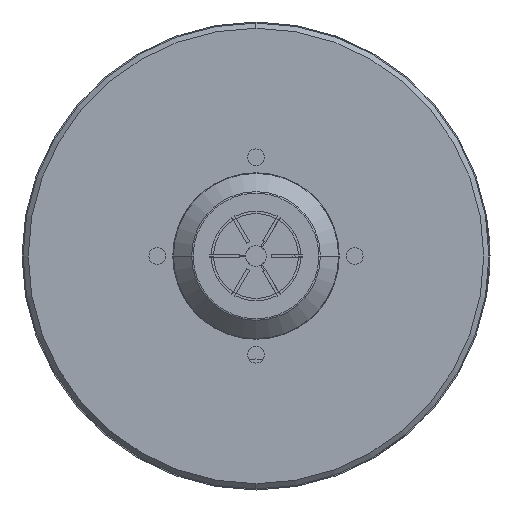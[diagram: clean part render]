
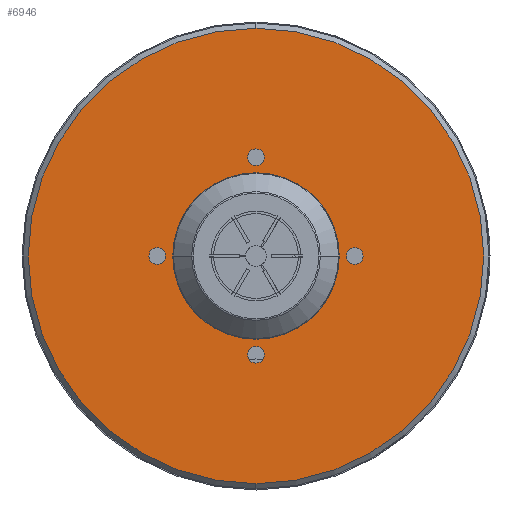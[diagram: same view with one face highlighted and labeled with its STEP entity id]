
A CAD part, left-side view. The second image highlights one B-rep face of the part: STEP entity #6946.
In plain terms, the highlighted planar face has unit normal (-1, 0, 0).
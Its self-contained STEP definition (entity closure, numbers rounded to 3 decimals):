
#20 = ORIENTED_EDGE ( 'NONE', *, *, #3490, .F. ) ;
#252 = ORIENTED_EDGE ( 'NONE', *, *, #7330, .T. ) ;
#253 = ORIENTED_EDGE ( 'NONE', *, *, #7076, .F. ) ;
#254 = ORIENTED_EDGE ( 'NONE', *, *, #4162, .T. ) ;
#317 = CIRCLE ( 'NONE', #6301, 21.9 ) ;
#333 = ORIENTED_EDGE ( 'NONE', *, *, #3435, .F. ) ;
#456 = ORIENTED_EDGE ( 'NONE', *, *, #3682, .F. ) ;
#546 = ORIENTED_EDGE ( 'NONE', *, *, #4677, .F. ) ;
#686 = ORIENTED_EDGE ( 'NONE', *, *, #3572, .F. ) ;
#692 = ORIENTED_EDGE ( 'NONE', *, *, #3532, .F. ) ;
#693 = ORIENTED_EDGE ( 'NONE', *, *, #3286, .T. ) ;
#695 = ORIENTED_EDGE ( 'NONE', *, *, #4161, .F. ) ;
#700 = ORIENTED_EDGE ( 'NONE', *, *, #3615, .T. ) ;
#1181 = EDGE_LOOP ( 'NONE', ( #252, #254 ) ) ;
#1239 = EDGE_LOOP ( 'NONE', ( #456, #253 ) ) ;
#1255 = EDGE_LOOP ( 'NONE', ( #686, #695 ) ) ;
#1316 = EDGE_LOOP ( 'NONE', ( #700, #693 ) ) ;
#1403 = EDGE_LOOP ( 'NONE', ( #20, #333 ) ) ;
#1495 = EDGE_LOOP ( 'NONE', ( #546, #692 ) ) ;
#1561 = VERTEX_POINT ( 'NONE', #1780 ) ;
#1609 = VERTEX_POINT ( 'NONE', #1841 ) ;
#1651 = CARTESIAN_POINT ( 'NONE',  ( -126.4, 0., 0. ) ) ;
#1714 = DIRECTION ( 'NONE',  ( 0., 0., 1. ) ) ;
#1780 = CARTESIAN_POINT ( 'NONE',  ( -126.4, 9.5, 0.8 ) ) ;
#1818 = DIRECTION ( 'NONE',  ( -1., 0., 0. ) ) ;
#1841 = CARTESIAN_POINT ( 'NONE',  ( -126.4, 9.5, -0.8 ) ) ;
#2105 = CIRCLE ( 'NONE', #7336, 0.8 ) ;
#2293 = CIRCLE ( 'NONE', #6555, 0.8 ) ;
#2401 = CIRCLE ( 'NONE', #6268, 0.8 ) ;
#2433 = CIRCLE ( 'NONE', #6593, 7. ) ;
#2490 = CIRCLE ( 'NONE', #6375, 0.8 ) ;
#2700 = CIRCLE ( 'NONE', #6426, 0.8 ) ;
#2839 = CIRCLE ( 'NONE', #6467, 21.9 ) ;
#3010 = CIRCLE ( 'NONE', #6468, 0.8 ) ;
#3097 = CIRCLE ( 'NONE', #6591, 0.8 ) ;
#3286 = EDGE_CURVE ( 'NONE', #5552, #5379, #317, .T. ) ;
#3435 = EDGE_CURVE ( 'NONE', #1609, #1561, #3010, .T. ) ;
#3490 = EDGE_CURVE ( 'NONE', #1561, #1609, #2401, .T. ) ;
#3532 = EDGE_CURVE ( 'NONE', #4851, #5731, #2490, .T. ) ;
#3572 = EDGE_CURVE ( 'NONE', #5204, #5383, #2700, .T. ) ;
#3593 = DIRECTION ( 'NONE',  ( 0., 0., 1. ) ) ;
#3615 = EDGE_CURVE ( 'NONE', #5379, #5552, #2839, .T. ) ;
#3682 = EDGE_CURVE ( 'NONE', #5387, #5663, #2293, .T. ) ;
#3699 = CARTESIAN_POINT ( 'NONE',  ( -126.4, 9.5, 0. ) ) ;
#3784 = DIRECTION ( 'NONE',  ( 0., 0., 1. ) ) ;
#3827 = CARTESIAN_POINT ( 'NONE',  ( -126.4, 0., 0. ) ) ;
#3859 = DIRECTION ( 'NONE',  ( -1., 0., 0. ) ) ;
#3866 = DIRECTION ( 'NONE',  ( 0., 0., 1. ) ) ;
#3912 = CARTESIAN_POINT ( 'NONE',  ( -126.4, 9.5, 0. ) ) ;
#4072 = DIRECTION ( 'NONE',  ( 0., 0., 1. ) ) ;
#4092 = DIRECTION ( 'NONE',  ( -1., 0., 0. ) ) ;
#4161 = EDGE_CURVE ( 'NONE', #5383, #5204, #2105, .T. ) ;
#4162 = EDGE_CURVE ( 'NONE', #5719, #5209, #2433, .T. ) ;
#4207 = CARTESIAN_POINT ( 'NONE',  ( -126.4, -9.5, 0. ) ) ;
#4668 = DIRECTION ( 'NONE',  ( -1., 0., 0. ) ) ;
#4677 = EDGE_CURVE ( 'NONE', #5731, #4851, #3097, .T. ) ;
#4723 = CARTESIAN_POINT ( 'NONE',  ( -126.4, 0., -9.5 ) ) ;
#4769 = DIRECTION ( 'NONE',  ( -1., 0., 0. ) ) ;
#4825 = DIRECTION ( 'NONE',  ( -1., 0., 0. ) ) ;
#4827 = DIRECTION ( 'NONE',  ( 0., 0., 1. ) ) ;
#4851 = VERTEX_POINT ( 'NONE', #8880 ) ;
#5204 = VERTEX_POINT ( 'NONE', #9053 ) ;
#5209 = VERTEX_POINT ( 'NONE', #9113 ) ;
#5379 = VERTEX_POINT ( 'NONE', #9110 ) ;
#5383 = VERTEX_POINT ( 'NONE', #8729 ) ;
#5387 = VERTEX_POINT ( 'NONE', #9402 ) ;
#5552 = VERTEX_POINT ( 'NONE', #8941 ) ;
#5663 = VERTEX_POINT ( 'NONE', #8646 ) ;
#5719 = VERTEX_POINT ( 'NONE', #8680 ) ;
#5731 = VERTEX_POINT ( 'NONE', #9278 ) ;
#6268 = AXIS2_PLACEMENT_3D ( 'NONE', #3912, #4668, #3593 ) ;
#6301 = AXIS2_PLACEMENT_3D ( 'NONE', #1651, #1818, #1714 ) ;
#6375 = AXIS2_PLACEMENT_3D ( 'NONE', #4207, #3859, #3866 ) ;
#6426 = AXIS2_PLACEMENT_3D ( 'NONE', #4723, #4769, #4072 ) ;
#6467 = AXIS2_PLACEMENT_3D ( 'NONE', #3827, #4092, #4827 ) ;
#6468 = AXIS2_PLACEMENT_3D ( 'NONE', #3699, #4825, #3784 ) ;
#6518 = AXIS2_PLACEMENT_3D ( 'NONE', #9791, #9723, #9704 ) ;
#6519 = AXIS2_PLACEMENT_3D ( 'NONE', #8571, #8602, #8601 ) ;
#6555 = AXIS2_PLACEMENT_3D ( 'NONE', #8413, #8414, #7777 ) ;
#6591 = AXIS2_PLACEMENT_3D ( 'NONE', #8970, #9086, #8895 ) ;
#6593 = AXIS2_PLACEMENT_3D ( 'NONE', #8172, #8051, #8218 ) ;
#6946 = ADVANCED_FACE ( 'NONE', ( #9975, #10239, #9979, #9871, #9973, #9974 ), #9683, .T. ) ;
#7076 = EDGE_CURVE ( 'NONE', #5663, #5387, #9921, .T. ) ;
#7093 = AXIS2_PLACEMENT_3D ( 'NONE', #7579, #7748, #7639 ) ;
#7330 = EDGE_CURVE ( 'NONE', #5209, #5719, #10384, .T. ) ;
#7336 = AXIS2_PLACEMENT_3D ( 'NONE', #7833, #7834, #8417 ) ;
#7579 = CARTESIAN_POINT ( 'NONE',  ( -126.4, 0., 0. ) ) ;
#7639 = DIRECTION ( 'NONE',  ( 0., 0., -1. ) ) ;
#7748 = DIRECTION ( 'NONE',  ( 1., 0., 0. ) ) ;
#7777 = DIRECTION ( 'NONE',  ( 0., 0., 1. ) ) ;
#7833 = CARTESIAN_POINT ( 'NONE',  ( -126.4, 0., -9.5 ) ) ;
#7834 = DIRECTION ( 'NONE',  ( -1., 0., 0. ) ) ;
#8051 = DIRECTION ( 'NONE',  ( 1., 0., 0. ) ) ;
#8172 = CARTESIAN_POINT ( 'NONE',  ( -126.4, 0., 0. ) ) ;
#8218 = DIRECTION ( 'NONE',  ( 0., 0., -1. ) ) ;
#8413 = CARTESIAN_POINT ( 'NONE',  ( -126.4, 0., 9.5 ) ) ;
#8414 = DIRECTION ( 'NONE',  ( -1., 0., 0. ) ) ;
#8417 = DIRECTION ( 'NONE',  ( 0., 0., 1. ) ) ;
#8571 = CARTESIAN_POINT ( 'NONE',  ( -126.4, 0., 9.5 ) ) ;
#8601 = DIRECTION ( 'NONE',  ( 0., 0., 1. ) ) ;
#8602 = DIRECTION ( 'NONE',  ( -1., 0., 0. ) ) ;
#8646 = CARTESIAN_POINT ( 'NONE',  ( -126.4, 0., 8.7 ) ) ;
#8680 = CARTESIAN_POINT ( 'NONE',  ( -126.4, 0., 7. ) ) ;
#8729 = CARTESIAN_POINT ( 'NONE',  ( -126.4, 0., -10.3 ) ) ;
#8880 = CARTESIAN_POINT ( 'NONE',  ( -126.4, -9.5, -0.8 ) ) ;
#8895 = DIRECTION ( 'NONE',  ( 0., 0., 1. ) ) ;
#8941 = CARTESIAN_POINT ( 'NONE',  ( -126.4, 0., 21.9 ) ) ;
#8970 = CARTESIAN_POINT ( 'NONE',  ( -126.4, -9.5, 0. ) ) ;
#9053 = CARTESIAN_POINT ( 'NONE',  ( -126.4, 0., -8.7 ) ) ;
#9086 = DIRECTION ( 'NONE',  ( -1., 0., 0. ) ) ;
#9110 = CARTESIAN_POINT ( 'NONE',  ( -126.4, 0., -21.9 ) ) ;
#9113 = CARTESIAN_POINT ( 'NONE',  ( -126.4, 0., -7. ) ) ;
#9278 = CARTESIAN_POINT ( 'NONE',  ( -126.4, -9.5, 0.8 ) ) ;
#9402 = CARTESIAN_POINT ( 'NONE',  ( -126.4, 0., 10.3 ) ) ;
#9683 = PLANE ( 'NONE',  #6518 ) ;
#9704 = DIRECTION ( 'NONE',  ( 0., 0., 1. ) ) ;
#9723 = DIRECTION ( 'NONE',  ( -1., 0., 0. ) ) ;
#9791 = CARTESIAN_POINT ( 'NONE',  ( -126.4, 7., 0. ) ) ;
#9871 = FACE_BOUND ( 'NONE', #1239, .T. ) ;
#9921 = CIRCLE ( 'NONE', #6519, 0.8 ) ;
#9973 = FACE_BOUND ( 'NONE', #1403, .T. ) ;
#9974 = FACE_BOUND ( 'NONE', #1181, .T. ) ;
#9975 = FACE_OUTER_BOUND ( 'NONE', #1316, .T. ) ;
#9979 = FACE_BOUND ( 'NONE', #1495, .T. ) ;
#10239 = FACE_BOUND ( 'NONE', #1255, .T. ) ;
#10384 = CIRCLE ( 'NONE', #7093, 7. ) ;
